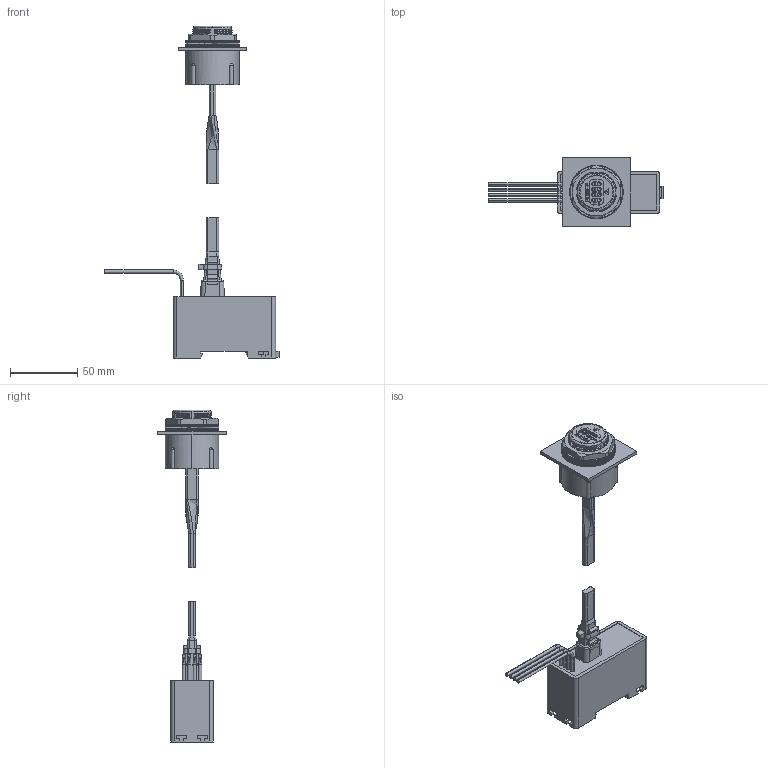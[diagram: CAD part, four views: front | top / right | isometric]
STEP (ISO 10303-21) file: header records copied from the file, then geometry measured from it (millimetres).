
FILE_DESCRIPTION (( 'STEP AP214' ), '1' );
FILE_NAME ('R-3F2_3D.STEP', '2021-06-22T20:15:31', ( '' ), ( '' ), 'SwSTEP 2.0', 'SolidWorks 2019', '' );
FILE_SCHEMA (( 'AUTOMOTIVE_DESIGN' ));
Length unit declared in the file: inch
Products named in the file (13): panel; Part6; RAD 4836; 3f2front; potting2; 3f2rear; Label3f2; wire; 100053014; R-3F2_3D; Part5
Assembly tree (15 placements, depth 3):
  R-3F2_3D
    panel
    100053014
    3f2front
      RAD 4836
      potting2
      Label3f2
      3f2front
    3f2rear
      Part5
      Part6
      wire  x4
      3f2rear
Bounding box: 129.53 x 50.8 x 246.91 mm (x, y, z)
Volume: 168238.2 mm3; surface area: 54424.5 mm2
Topology: 37 solids, 38 shells, 1610 faces, 4400 edges, 2875 vertices
Faces by surface type: plane 907, cylinder 447, bspline 234, cone 22
Entity records: 60151 total; most frequent: CARTESIAN_POINT 20204, ORIENTED_EDGE 8624, DIRECTION 7384, EDGE_CURVE 4312, VERTEX_POINT 2845, VECTOR 2746, LINE 2746, AXIS2_PLACEMENT_3D 2319
